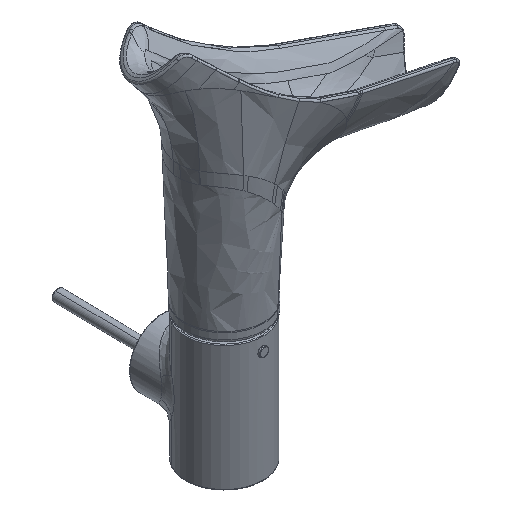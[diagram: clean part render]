
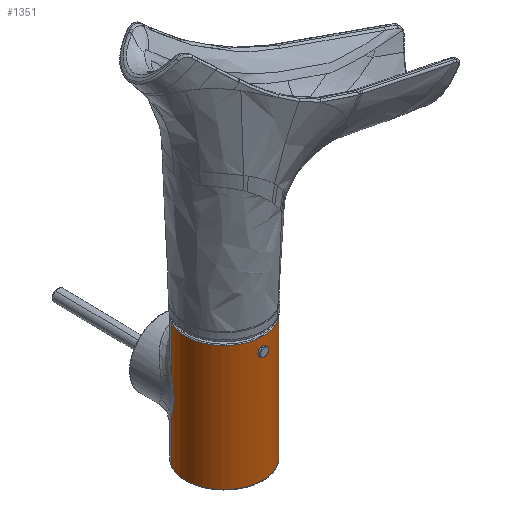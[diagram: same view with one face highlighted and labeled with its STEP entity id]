
A CAD part, isometric view. The second image highlights one B-rep face of the part: STEP entity #1351.
In plain terms, the highlighted cylindrical face has radius 25 mm (diameter 50 mm), a partial arc.
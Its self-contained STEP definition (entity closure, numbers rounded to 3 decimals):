
#336=CARTESIAN_POINT(' ',(-21.94,11.986,81.));
#341=DIRECTION(' ',(0.,0.,-1.));
#346=VECTOR(' ',#341,1.);
#351=LINE('',#336,#346);
#356=CARTESIAN_POINT(' ',(-21.94,11.986,81.));
#357=VERTEX_POINT(' ',#356);
#361=CARTESIAN_POINT(' ',(-21.94,11.986,51.467));
#362=VERTEX_POINT(' ',#361);
#366=EDGE_CURVE(' ',#357,#362,#351,.T.);
#401=CARTESIAN_POINT(' ',(21.94,-11.986,81.));
#402=VERTEX_POINT(' ',#401);
#416=CARTESIAN_POINT(' ',(21.94,-11.986,81.));
#421=DIRECTION(' ',(0.,0.,-1.));
#426=VECTOR(' ',#421,1.);
#431=LINE('',#416,#426);
#436=CARTESIAN_POINT(' ',(21.94,-11.986,0.5));
#437=VERTEX_POINT(' ',#436);
#441=EDGE_CURVE(' ',#402,#437,#431,.T.);
#476=CARTESIAN_POINT(' ',(-21.94,11.986,0.5));
#477=VERTEX_POINT(' ',#476);
#491=CARTESIAN_POINT(' ',(-21.94,11.986,28.533));
#496=DIRECTION(' ',(0.,0.,-1.));
#501=VECTOR(' ',#496,1.);
#506=LINE('',#491,#501);
#511=CARTESIAN_POINT(' ',(-21.94,11.986,28.533));
#512=VERTEX_POINT(' ',#511);
#516=EDGE_CURVE(' ',#512,#477,#506,.T.);
#926=CARTESIAN_POINT(' ',(0.,0.,40.75));
#931=DIRECTION(' ',(0.,0.,-1.));
#936=DIRECTION(' ',(0.878,-0.479,0.));
#941=AXIS2_PLACEMENT_3D(' ',#926,#931,#936);
#946=CYLINDRICAL_SURFACE(' ',#941,25.);
#951=ORIENTED_EDGE(' ',*,*,#516,.T.);
#956=CARTESIAN_POINT(' ',(0.,0.,0.5));
#961=DIRECTION(' ',(0.,0.,-1.));
#966=DIRECTION(' ',(0.878,-0.479,0.));
#971=AXIS2_PLACEMENT_3D(' ',#956,#961,#966);
#976=CIRCLE('',#971,25.);
#981=EDGE_CURVE(' ',#437,#477,#976,.T.);
#986=ORIENTED_EDGE(' ',*,*,#981,.F.);
#991=ORIENTED_EDGE(' ',*,*,#441,.F.);
#996=CARTESIAN_POINT(' ',(0.,0.,81.));
#1001=DIRECTION(' ',(0.,0.,-1.));
#1006=DIRECTION(' ',(0.878,-0.479,0.));
#1011=AXIS2_PLACEMENT_3D(' ',#996,#1001,#1006);
#1016=CIRCLE('',#1011,25.);
#1021=EDGE_CURVE(' ',#402,#357,#1016,.T.);
#1026=ORIENTED_EDGE(' ',*,*,#1021,.T.);
#1031=ORIENTED_EDGE(' ',*,*,#366,.T.);
#1036=CARTESIAN_POINT(' ',(-21.94,11.986,51.467));
#1041=CARTESIAN_POINT(' ',(-22.125,11.646,50.824));
#1046=CARTESIAN_POINT(' ',(-22.293,11.321,50.157));
#1051=CARTESIAN_POINT(' ',(-22.621,10.652,48.632));
#1056=CARTESIAN_POINT(' ',(-22.773,10.32,47.761));
#1061=CARTESIAN_POINT(' ',(-23.002,9.797,46.086));
#1066=CARTESIAN_POINT(' ',(-23.088,9.591,45.291));
#1071=CARTESIAN_POINT(' ',(-23.219,9.269,43.679));
#1076=CARTESIAN_POINT(' ',(-23.265,9.151,42.858));
#1081=CARTESIAN_POINT(' ',(-23.323,9.004,41.193));
#1086=CARTESIAN_POINT(' ',(-23.333,8.975,40.345));
#1091=CARTESIAN_POINT(' ',(-23.319,9.012,38.653));
#1096=CARTESIAN_POINT(' ',(-23.295,9.077,37.818));
#1101=CARTESIAN_POINT(' ',(-23.19,9.341,35.814));
#1106=CARTESIAN_POINT(' ',(-23.091,9.589,34.656));
#1111=CARTESIAN_POINT(' ',(-22.808,10.244,32.424));
#1116=CARTESIAN_POINT(' ',(-22.627,10.644,31.372));
#1121=CARTESIAN_POINT(' ',(-22.267,11.371,29.739));
#1126=CARTESIAN_POINT(' ',(-22.111,11.673,29.126));
#1131=CARTESIAN_POINT(' ',(-21.94,11.986,28.533));
#1136=B_SPLINE_CURVE_WITH_KNOTS('',3,(#1036,#1041,#1046,#1051,#1056,#1061,#1066,#1071,#1076,#1081,#1086,#1091,#1096,#1101,#1106,#1111,#1116,#1121,#1126,#1131),.UNSPECIFIED.,.F.,.U.,(4,2,2,2,2,2,2,2,2,4),(0.,0.1,0.22,0.32,0.42,0.52,0.62,0.764,0.908,1.),.UNSPECIFIED.);
#1141=EDGE_CURVE(' ',#362,#512,#1136,.T.);
#1146=ORIENTED_EDGE(' ',*,*,#1141,.T.);
#1151=EDGE_LOOP(' ',(#951,#986,#991,#1026,#1031,#1146));
#1156=FACE_OUTER_BOUND(' ',#1151,.T.);
#1161=CARTESIAN_POINT(' ',(3.05,-24.813,72.7));
#1166=CARTESIAN_POINT(' ',(3.05,-24.813,72.059));
#1171=CARTESIAN_POINT(' ',(2.848,-24.84,71.435));
#1176=CARTESIAN_POINT(' ',(2.149,-24.91,70.466));
#1181=CARTESIAN_POINT(' ',(1.7,-24.947,70.108));
#1186=CARTESIAN_POINT(' ',(0.682,-24.996,69.676));
#1191=CARTESIAN_POINT(' ',(0.112,-25.006,69.602));
#1196=CARTESIAN_POINT(' ',(-0.984,-24.987,69.76));
#1201=CARTESIAN_POINT(' ',(-1.51,-24.958,69.992));
#1206=CARTESIAN_POINT(' ',(-2.451,-24.885,70.767));
#1211=CARTESIAN_POINT(' ',(-2.812,-24.842,71.35));
#1216=CARTESIAN_POINT(' ',(-3.021,-24.817,72.219));
#1221=CARTESIAN_POINT(' ',(-3.05,-24.813,72.458));
#1226=CARTESIAN_POINT(' ',(-3.05,-24.813,72.7));
#1231=B_SPLINE_CURVE_WITH_KNOTS('',3,(#1161,#1166,#1171,#1176,#1181,#1186,#1191,#1196,#1201,#1206,#1211,#1216,#1221,#1226),.UNSPECIFIED.,.F.,.U.,(4,2,2,2,2,2,4),(0.,0.199,0.372,0.545,0.717,0.925,1.),.UNSPECIFIED.);
#1236=CARTESIAN_POINT(' ',(3.05,-24.813,72.7));
#1237=VERTEX_POINT(' ',#1236);
#1241=CARTESIAN_POINT(' ',(-3.05,-24.813,72.7));
#1242=VERTEX_POINT(' ',#1241);
#1246=EDGE_CURVE(' ',#1237,#1242,#1231,.T.);
#1251=ORIENTED_EDGE(' ',*,*,#1246,.T.);
#1256=CARTESIAN_POINT(' ',(-3.05,-24.813,72.7));
#1261=CARTESIAN_POINT(' ',(-3.05,-24.813,73.341));
#1266=CARTESIAN_POINT(' ',(-2.848,-24.84,73.965));
#1271=CARTESIAN_POINT(' ',(-2.149,-24.91,74.934));
#1276=CARTESIAN_POINT(' ',(-1.7,-24.947,75.292));
#1281=CARTESIAN_POINT(' ',(-0.682,-24.996,75.724));
#1286=CARTESIAN_POINT(' ',(-0.112,-25.006,75.798));
#1291=CARTESIAN_POINT(' ',(0.984,-24.987,75.64));
#1296=CARTESIAN_POINT(' ',(1.51,-24.958,75.408));
#1301=CARTESIAN_POINT(' ',(2.451,-24.885,74.633));
#1306=CARTESIAN_POINT(' ',(2.812,-24.842,74.05));
#1311=CARTESIAN_POINT(' ',(3.021,-24.817,73.181));
#1316=CARTESIAN_POINT(' ',(3.05,-24.813,72.942));
#1321=CARTESIAN_POINT(' ',(3.05,-24.813,72.7));
#1326=B_SPLINE_CURVE_WITH_KNOTS('',3,(#1256,#1261,#1266,#1271,#1276,#1281,#1286,#1291,#1296,#1301,#1306,#1311,#1316,#1321),.UNSPECIFIED.,.F.,.U.,(4,2,2,2,2,2,4),(0.,0.199,0.372,0.545,0.717,0.925,1.),.UNSPECIFIED.);
#1331=EDGE_CURVE(' ',#1242,#1237,#1326,.T.);
#1336=ORIENTED_EDGE(' ',*,*,#1331,.T.);
#1341=EDGE_LOOP(' ',(#1251,#1336));
#1346=FACE_BOUND(' ',#1341,.T.);
#1351=ADVANCED_FACE('',(#1156,#1346),#946,.T.);
